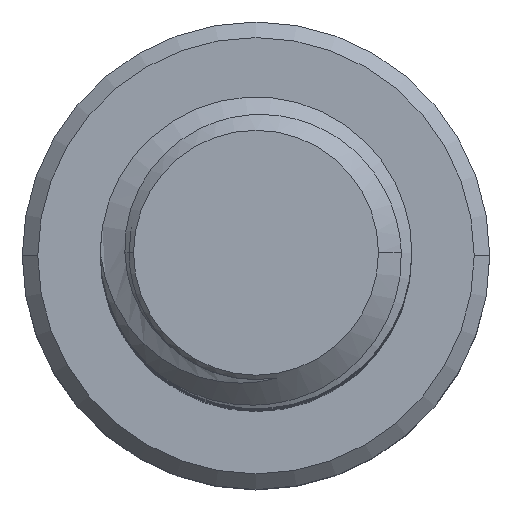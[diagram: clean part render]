
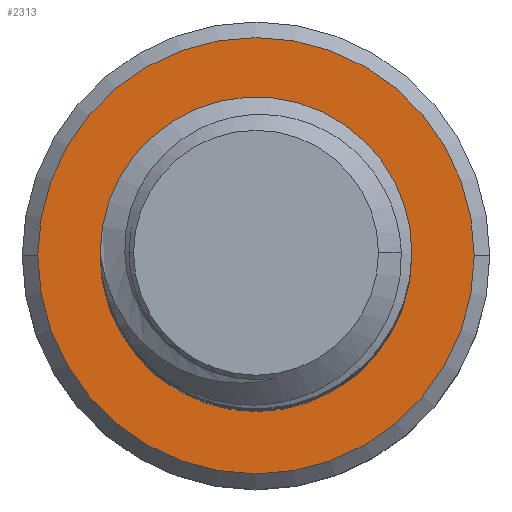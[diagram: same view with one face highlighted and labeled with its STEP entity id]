
A CAD part, top view. The second image highlights one B-rep face of the part: STEP entity #2313.
In plain terms, the highlighted planar face has unit normal (0, 0, 1).
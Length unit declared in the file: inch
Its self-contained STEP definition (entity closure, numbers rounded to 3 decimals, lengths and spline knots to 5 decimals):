
#346 = DIRECTION ( 'NONE',  ( -1., 0., 0. ) ) ;
#347 = DIRECTION ( 'NONE',  ( 0., 0., 1. ) ) ;
#348 = CARTESIAN_POINT ( 'NONE',  ( 0., 0., -1.375 ) ) ;
#2313 = ADVANCED_FACE ( 'NONE', ( #4094, #4102 ), #5117, .F. ) ;
#3436 = EDGE_LOOP ( 'NONE', ( #3874, #3488 ) ) ;
#3480 = ORIENTED_EDGE ( 'NONE', *, *, #6000, .F. ) ;
#3488 = ORIENTED_EDGE ( 'NONE', *, *, #6311, .T. ) ;
#3655 = ORIENTED_EDGE ( 'NONE', *, *, #6061, .F. ) ;
#3810 = EDGE_LOOP ( 'NONE', ( #3655, #3480 ) ) ;
#3874 = ORIENTED_EDGE ( 'NONE', *, *, #5942, .T. ) ;
#4094 = FACE_OUTER_BOUND ( 'NONE', #3436, .T. ) ;
#4102 = FACE_BOUND ( 'NONE', #3810, .T. ) ;
#5114 = DIRECTION ( 'NONE',  ( -1., 0., 0. ) ) ;
#5115 = DIRECTION ( 'NONE',  ( 0., 0., -1. ) ) ;
#5117 = PLANE ( 'NONE',  #6178 ) ;
#5118 = CARTESIAN_POINT ( 'NONE',  ( 0., 0., -1.375 ) ) ;
#5264 = VERTEX_POINT ( 'NONE', #7162 ) ;
#5371 = VERTEX_POINT ( 'NONE', #7012 ) ;
#5372 = VERTEX_POINT ( 'NONE', #7009 ) ;
#5374 = VERTEX_POINT ( 'NONE', #7007 ) ;
#5755 = DIRECTION ( 'NONE',  ( -1., 0., 0. ) ) ;
#5756 = DIRECTION ( 'NONE',  ( 0., 0., 1. ) ) ;
#5768 = CARTESIAN_POINT ( 'NONE',  ( 0., 0., -1.375 ) ) ;
#5805 = AXIS2_PLACEMENT_3D ( 'NONE', #5768, #5756, #5755 ) ;
#5809 = AXIS2_PLACEMENT_3D ( 'NONE', #7432, #7426, #7551 ) ;
#5814 = AXIS2_PLACEMENT_3D ( 'NONE', #6855, #6844, #6843 ) ;
#5942 = EDGE_CURVE ( 'NONE', #5371, #5372, #6474, .T. ) ;
#6000 = EDGE_CURVE ( 'NONE', #5374, #5264, #6489, .T. ) ;
#6061 = EDGE_CURVE ( 'NONE', #5264, #5374, #6768, .T. ) ;
#6178 = AXIS2_PLACEMENT_3D ( 'NONE', #5118, #5115, #5114 ) ;
#6311 = EDGE_CURVE ( 'NONE', #5372, #5371, #6628, .T. ) ;
#6448 = AXIS2_PLACEMENT_3D ( 'NONE', #348, #347, #346 ) ;
#6474 = CIRCLE ( 'NONE', #5814, 0.175 ) ;
#6489 = CIRCLE ( 'NONE', #5809, 0.125 ) ;
#6628 = CIRCLE ( 'NONE', #6448, 0.175 ) ;
#6768 = CIRCLE ( 'NONE', #5805, 0.125 ) ;
#6843 = DIRECTION ( 'NONE',  ( -1., 0., 0. ) ) ;
#6844 = DIRECTION ( 'NONE',  ( 0., 0., 1. ) ) ;
#6855 = CARTESIAN_POINT ( 'NONE',  ( 0., 0., -1.375 ) ) ;
#7007 = CARTESIAN_POINT ( 'NONE',  ( -0.125, 0., -1.375 ) ) ;
#7009 = CARTESIAN_POINT ( 'NONE',  ( 0.175, 0., -1.375 ) ) ;
#7012 = CARTESIAN_POINT ( 'NONE',  ( -0.175, 0., -1.375 ) ) ;
#7162 = CARTESIAN_POINT ( 'NONE',  ( 0.125, 0., -1.375 ) ) ;
#7426 = DIRECTION ( 'NONE',  ( 0., 0., 1. ) ) ;
#7432 = CARTESIAN_POINT ( 'NONE',  ( 0., 0., -1.375 ) ) ;
#7551 = DIRECTION ( 'NONE',  ( -1., 0., 0. ) ) ;
